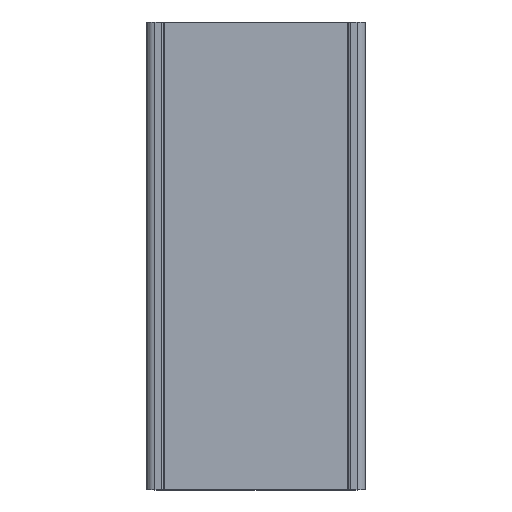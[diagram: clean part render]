
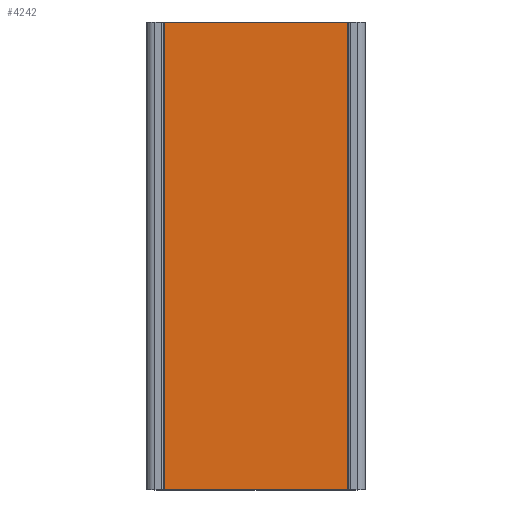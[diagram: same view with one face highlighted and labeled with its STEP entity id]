
A CAD part, top view. The second image highlights one B-rep face of the part: STEP entity #4242.
In plain terms, the highlighted face is planar.
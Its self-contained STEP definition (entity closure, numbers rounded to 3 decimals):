
#32=PLANE('',#4647);
#230=FACE_OUTER_BOUND('',#448,.T.);
#448=EDGE_LOOP('',(#3329,#3330,#3331,#3332));
#800=LINE('',#6872,#1256);
#802=LINE('',#6878,#1258);
#803=LINE('',#6880,#1259);
#804=LINE('',#6881,#1260);
#1256=VECTOR('',#5544,86.5);
#1258=VECTOR('',#5550,220.);
#1259=VECTOR('',#5551,86.5);
#1260=VECTOR('',#5552,220.);
#1987=VERTEX_POINT('',#6869);
#1988=VERTEX_POINT('',#6871);
#1990=VERTEX_POINT('',#6877);
#1991=VERTEX_POINT('',#6879);
#2507=EDGE_CURVE('',#1987,#1988,#800,.T.);
#2510=EDGE_CURVE('',#1990,#1987,#802,.T.);
#2511=EDGE_CURVE('',#1991,#1990,#803,.T.);
#2512=EDGE_CURVE('',#1991,#1988,#804,.T.);
#3329=ORIENTED_EDGE('',*,*,#2507,.F.);
#3330=ORIENTED_EDGE('',*,*,#2510,.F.);
#3331=ORIENTED_EDGE('',*,*,#2511,.F.);
#3332=ORIENTED_EDGE('',*,*,#2512,.T.);
#4242=ADVANCED_FACE('',(#230),#32,.F.);
#4647=AXIS2_PLACEMENT_3D('',#6876,#5548,#5549);
#5544=DIRECTION('',(-1.,0.,0.));
#5548=DIRECTION('center_axis',(0.,1.,0.));
#5549=DIRECTION('ref_axis',(0.,0.,1.));
#5550=DIRECTION('',(0.,0.,-1.));
#5551=DIRECTION('',(1.,0.,0.));
#5552=DIRECTION('',(0.,0.,-1.));
#6869=CARTESIAN_POINT('',(43.25,25.11,-110.));
#6871=CARTESIAN_POINT('',(-43.25,25.11,-110.));
#6872=CARTESIAN_POINT('',(43.25,25.11,-110.));
#6876=CARTESIAN_POINT('Origin',(0.,25.11,110.));
#6877=CARTESIAN_POINT('',(43.25,25.11,110.));
#6878=CARTESIAN_POINT('',(43.25,25.11,110.));
#6879=CARTESIAN_POINT('',(-43.25,25.11,110.));
#6880=CARTESIAN_POINT('',(-43.25,25.11,110.));
#6881=CARTESIAN_POINT('',(-43.25,25.11,110.));
